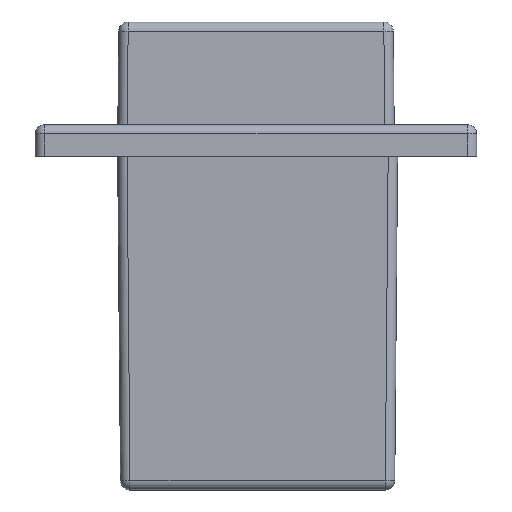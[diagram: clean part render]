
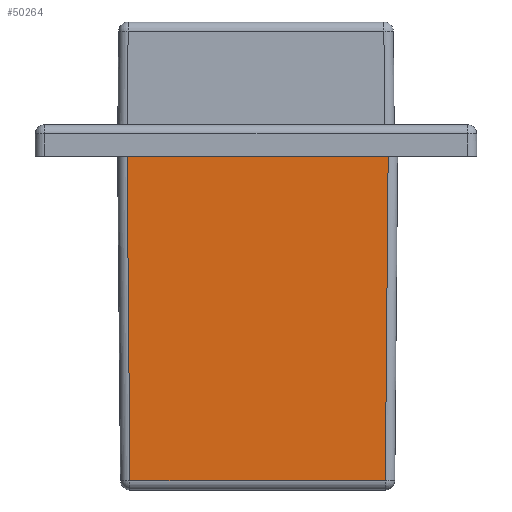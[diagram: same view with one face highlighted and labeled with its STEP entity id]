
A CAD part, left-side view. The second image highlights one B-rep face of the part: STEP entity #50264.
In plain terms, the highlighted planar face has unit normal (-1, 0, -0.009).
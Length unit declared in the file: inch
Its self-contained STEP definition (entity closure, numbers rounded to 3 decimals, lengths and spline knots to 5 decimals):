
#407 = VERTEX_POINT ( 'NONE', #6032 ) ;
#2244 = PLANE ( 'NONE',  #10534 ) ;
#3842 = EDGE_CURVE ( 'NONE', #52308, #38280, #41467, .T. ) ;
#6032 = CARTESIAN_POINT ( 'NONE',  ( -0.31973, -0.40469, -0.04034 ) ) ;
#6468 = VERTEX_POINT ( 'NONE', #69023 ) ;
#7983 = ORIENTED_EDGE ( 'NONE', *, *, #25616, .T. ) ;
#8117 = DIRECTION ( 'NONE',  ( -0.009, 0., 1. ) ) ;
#8132 = CARTESIAN_POINT ( 'NONE',  ( -0.3287, 0.41366, 0.98819 ) ) ;
#8443 = EDGE_CURVE ( 'NONE', #52308, #6468, #15420, .T. ) ;
#10534 = AXIS2_PLACEMENT_3D ( 'NONE', #37167, #43020, #8117 ) ;
#10913 = CARTESIAN_POINT ( 'NONE',  ( -0.32008, 0.40504, 0.00026 ) ) ;
#15016 = DIRECTION ( 'NONE',  ( -0.009, -0.009, 1. ) ) ;
#15420 = LINE ( 'NONE', #10913, #44591 ) ;
#18974 = ORIENTED_EDGE ( 'NONE', *, *, #8443, .T. ) ;
#19741 = CARTESIAN_POINT ( 'NONE',  ( -0.31973, -0.43443, -0.04034 ) ) ;
#22537 = FACE_OUTER_BOUND ( 'NONE', #60423, .T. ) ;
#24016 = DIRECTION ( 'NONE',  ( 0., -1., 0. ) ) ;
#25616 = EDGE_CURVE ( '??91', #6468, #407, #74896, .T. ) ;
#27258 = ORIENTED_EDGE ( 'NONE', *, *, #27339, .T. ) ;
#27339 = EDGE_CURVE ( 'NONE', #407, #38280, #73596, .T. ) ;
#28321 = VECTOR ( 'NONE', #54974, 39.37008 ) ;
#37167 = CARTESIAN_POINT ( 'NONE',  ( -0.32008, 0.43504, 0. ) ) ;
#37336 = ORIENTED_EDGE ( 'NONE', *, *, #3842, .F. ) ;
#38280 = VERTEX_POINT ( 'NONE', #62062 ) ;
#41467 = LINE ( 'NONE', #58974, #72538 ) ;
#43020 = DIRECTION ( 'NONE',  ( -1., 0., -0.009 ) ) ;
#44591 = VECTOR ( 'NONE', #64202, 39.37008 ) ;
#50264 = ADVANCED_FACE ( '?3', ( #22537 ), #2244, .T. ) ;
#52308 = VERTEX_POINT ( 'NONE', #8132 ) ;
#54974 = DIRECTION ( 'NONE',  ( 0., -1., 0. ) ) ;
#55866 = CARTESIAN_POINT ( 'NONE',  ( -0.3287, -0.41367, 0.98845 ) ) ;
#58089 = VECTOR ( 'NONE', #15016, 39.37008 ) ;
#58974 = CARTESIAN_POINT ( 'NONE',  ( -0.3287, 0.43504, 0.98819 ) ) ;
#60423 = EDGE_LOOP ( 'NONE', ( #7983, #27258, #37336, #18974 ) ) ;
#62062 = CARTESIAN_POINT ( 'NONE',  ( -0.3287, -0.41366, 0.98819 ) ) ;
#64202 = DIRECTION ( 'NONE',  ( 0.009, -0.009, -1. ) ) ;
#69023 = CARTESIAN_POINT ( 'NONE',  ( -0.31973, 0.40469, -0.04034 ) ) ;
#72538 = VECTOR ( 'NONE', #24016, 39.37008 ) ;
#73596 = LINE ( 'NONE', #55866, #58089 ) ;
#74896 = LINE ( 'NONE', #19741, #28321 ) ;
